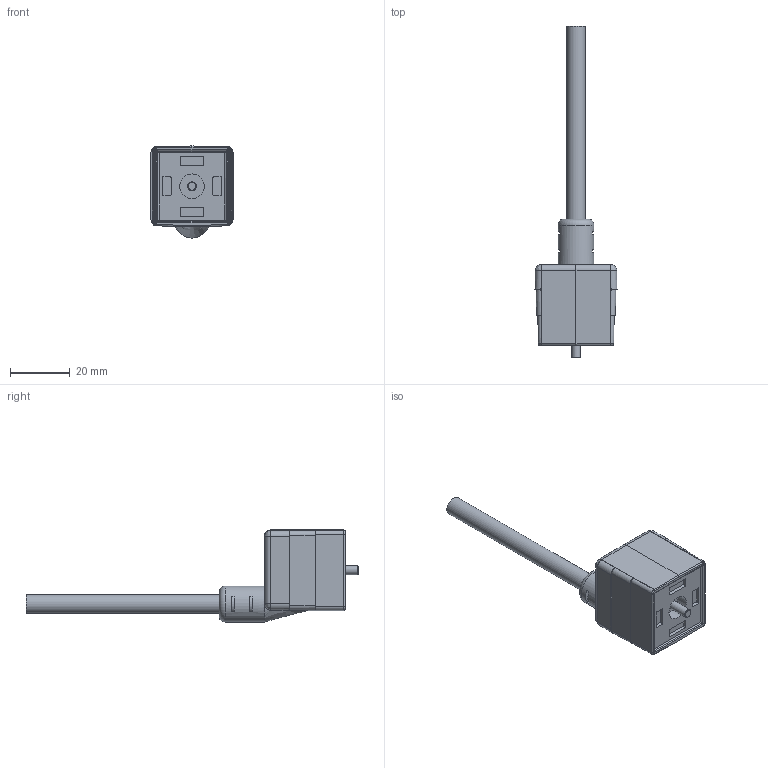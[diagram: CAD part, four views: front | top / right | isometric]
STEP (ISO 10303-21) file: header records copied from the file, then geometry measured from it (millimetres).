
FILE_DESCRIPTION(/* description */ (''),/* implementation_level */ '2;1');
FILE_NAME(/* name */ '5020856__Leitung_part_142169.stp',/* time_stamp */ '2016-11-09T08:37:12+01:00',/* author */ (''),/* organization */ (''),/* preprocessor_version */ 'ST-DEVELOPER v16',/* originating_system */ 'SIEMENS PLM Software NX 10.0',/* authorisation */ '');
FILE_SCHEMA (('AUTOMOTIVE_DESIGN { 1 0 10303 214 3 1 1 1 }'));
Length unit declared in the file: millimetre
Products named in the file (1): 5020856__Leitung_part_142169
Bounding box: 27.4 x 110.9 x 30.75 mm (x, y, z)
Volume: 21780.4 mm3; surface area: 7128.6 mm2
Topology: 1 solids, 1 shells, 196 faces, 504 edges, 325 vertices
Faces by surface type: plane 118, cylinder 56, bspline 16, cone 3, sphere 2, torus 1
Full cylindrical faces by diameter (mm): 2.9 x1, 6 x1, 6.2 x1, 6.3 x1, 8.2 x1, 12 x1
Entity records: 6580 total; most frequent: CARTESIAN_POINT 1856, DIRECTION 975, ORIENTED_EDGE 966, EDGE_CURVE 483, AXIS2_PLACEMENT_3D 337, VERTEX_POINT 315, LINE 301, VECTOR 301
